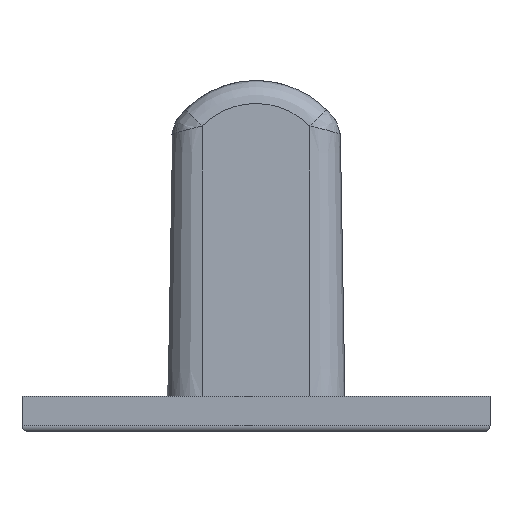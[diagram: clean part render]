
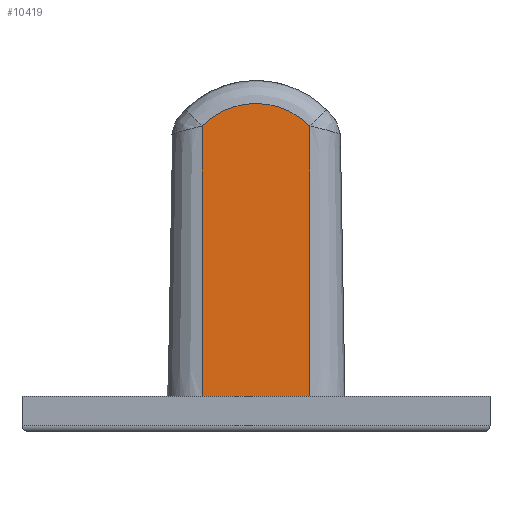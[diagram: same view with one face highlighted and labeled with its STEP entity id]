
A CAD part, front view. The second image highlights one B-rep face of the part: STEP entity #10419.
In plain terms, the highlighted planar face has unit normal (0, -1, 0.018).
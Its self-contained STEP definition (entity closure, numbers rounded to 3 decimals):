
#771 = ORIENTED_EDGE ( 'NONE', *, *, #1818, .F. ) ;
#1652 =( BOUNDED_CURVE ( )  B_SPLINE_CURVE ( 3, ( #4553, #2797, #6041, #5245 ),
 .UNSPECIFIED., .F., .F. ) 
 B_SPLINE_CURVE_WITH_KNOTS ( ( 4, 4 ),
 ( 2.352, 3.931 ),
 .UNSPECIFIED. ) 
 CURVE ( )  GEOMETRIC_REPRESENTATION_ITEM ( )  RATIONAL_B_SPLINE_CURVE ( ( 1., 0.803, 0.803, 1. ) ) 
 REPRESENTATION_ITEM ( '' )  );
#1813 = LINE ( 'NONE', #8297, #4540 ) ;
#1818 = EDGE_CURVE ( 'NONE', #4784, #3873, #10454, .T. ) ;
#2093 = PLANE ( 'NONE',  #3080 ) ;
#2148 = DIRECTION ( 'NONE',  ( 0., -0.017, -1. ) ) ;
#2159 = EDGE_CURVE ( 'NONE', #2857, #3873, #1813, .T. ) ;
#2546 = EDGE_LOOP ( 'NONE', ( #771, #6842, #5941, #8991 ) ) ;
#2710 = CARTESIAN_POINT ( 'NONE',  ( 34.4, -90., 1.5 ) ) ;
#2797 = CARTESIAN_POINT ( 'NONE',  ( 37.655, -89.775, 14.416 ) ) ;
#2857 = VERTEX_POINT ( 'NONE', #10440 ) ;
#3080 = AXIS2_PLACEMENT_3D ( 'NONE', #3581, #6129, #2148 ) ;
#3168 = DIRECTION ( 'NONE',  ( 0., -0.017, -1. ) ) ;
#3581 = CARTESIAN_POINT ( 'NONE',  ( 34.4, -90., 1.5 ) ) ;
#3842 = CARTESIAN_POINT ( 'NONE',  ( 39., -90., 1.5 ) ) ;
#3854 = VERTEX_POINT ( 'NONE', #6210 ) ;
#3873 = VERTEX_POINT ( 'NONE', #4789 ) ;
#4446 = EDGE_CURVE ( 'NONE', #4784, #3854, #1652, .T. ) ;
#4540 = VECTOR ( 'NONE', #9892, 1000. ) ;
#4553 = CARTESIAN_POINT ( 'NONE',  ( 39., -89.798, 13.059 ) ) ;
#4784 = VERTEX_POINT ( 'NONE', #5500 ) ;
#4789 = CARTESIAN_POINT ( 'NONE',  ( 39., -90., 1.5 ) ) ;
#5063 = VECTOR ( 'NONE', #3168, 1000. ) ;
#5230 = EDGE_CURVE ( 'NONE', #3854, #2857, #7560, .T. ) ;
#5245 = CARTESIAN_POINT ( 'NONE',  ( 34.4, -89.798, 13.059 ) ) ;
#5500 = CARTESIAN_POINT ( 'NONE',  ( 39., -89.798, 13.059 ) ) ;
#5717 = VECTOR ( 'NONE', #5911, 1000. ) ;
#5911 = DIRECTION ( 'NONE',  ( 0., -0.017, -1. ) ) ;
#5941 = ORIENTED_EDGE ( 'NONE', *, *, #5230, .T. ) ;
#6041 = CARTESIAN_POINT ( 'NONE',  ( 35.745, -89.775, 14.416 ) ) ;
#6129 = DIRECTION ( 'NONE',  ( 0., -1., 0.017 ) ) ;
#6210 = CARTESIAN_POINT ( 'NONE',  ( 34.4, -89.798, 13.059 ) ) ;
#6842 = ORIENTED_EDGE ( 'NONE', *, *, #4446, .T. ) ;
#6935 = FACE_OUTER_BOUND ( 'NONE', #2546, .T. ) ;
#7560 = LINE ( 'NONE', #2710, #5717 ) ;
#8297 = CARTESIAN_POINT ( 'NONE',  ( 34.4, -90., 1.5 ) ) ;
#8991 = ORIENTED_EDGE ( 'NONE', *, *, #2159, .T. ) ;
#9892 = DIRECTION ( 'NONE',  ( 1., 0., 0. ) ) ;
#10419 = ADVANCED_FACE ( 'NONE', ( #6935 ), #2093, .T. ) ;
#10440 = CARTESIAN_POINT ( 'NONE',  ( 34.4, -90., 1.5 ) ) ;
#10454 = LINE ( 'NONE', #3842, #5063 ) ;
